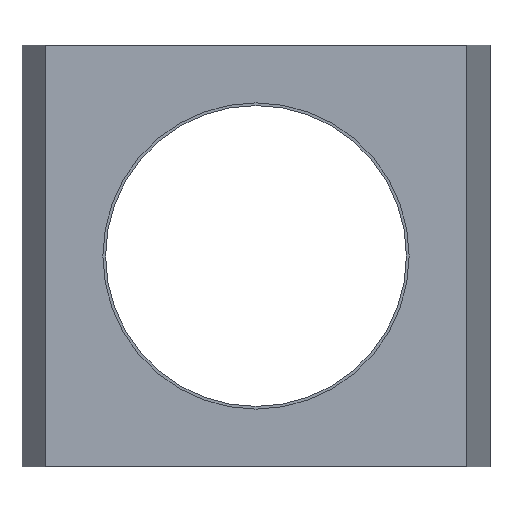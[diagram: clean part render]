
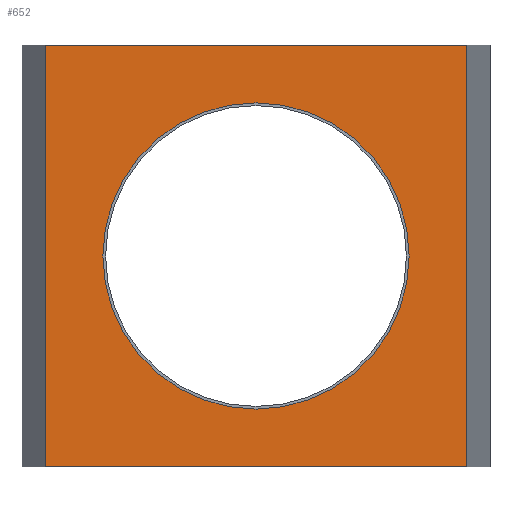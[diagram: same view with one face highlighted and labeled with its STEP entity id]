
A CAD part, front view. The second image highlights one B-rep face of the part: STEP entity #652.
In plain terms, the highlighted planar face has unit normal (0, -1, 0).
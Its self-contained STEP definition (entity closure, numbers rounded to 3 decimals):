
#15 = EDGE_CURVE ( 'NONE', #439, #263, #802, .T. ) ;
#16 = CARTESIAN_POINT ( 'NONE',  ( -315., 0., 315. ) ) ;
#21 = EDGE_CURVE ( 'NONE', #263, #439, #230, .T. ) ;
#36 = VERTEX_POINT ( 'NONE', #444 ) ;
#84 = CARTESIAN_POINT ( 'NONE',  ( -315., 0., -315. ) ) ;
#87 = LINE ( 'NONE', #675, #630 ) ;
#88 = DIRECTION ( 'NONE',  ( 1., 0., 0. ) ) ;
#132 = VERTEX_POINT ( 'NONE', #16 ) ;
#167 = DIRECTION ( 'NONE',  ( 0., 1., 0. ) ) ;
#191 = AXIS2_PLACEMENT_3D ( 'NONE', #507, #502, #871 ) ;
#214 = ORIENTED_EDGE ( 'NONE', *, *, #892, .F. ) ;
#229 = EDGE_CURVE ( 'NONE', #132, #267, #87, .T. ) ;
#230 = CIRCLE ( 'NONE', #191, 229. ) ;
#238 = CARTESIAN_POINT ( 'NONE',  ( -315., 0., 315. ) ) ;
#247 = AXIS2_PLACEMENT_3D ( 'NONE', #353, #567, #572 ) ;
#259 = CARTESIAN_POINT ( 'NONE',  ( -315., 0., 315. ) ) ;
#263 = VERTEX_POINT ( 'NONE', #797 ) ;
#267 = VERTEX_POINT ( 'NONE', #878 ) ;
#275 = ORIENTED_EDGE ( 'NONE', *, *, #928, .T. ) ;
#313 = CARTESIAN_POINT ( 'NONE',  ( 315., 0., 315. ) ) ;
#318 = FACE_BOUND ( 'NONE', #953, .T. ) ;
#321 = DIRECTION ( 'NONE',  ( 1., 0., 0. ) ) ;
#353 = CARTESIAN_POINT ( 'NONE',  ( 0., 0., 0. ) ) ;
#384 = DIRECTION ( 'NONE',  ( 0., 0., -1. ) ) ;
#439 = VERTEX_POINT ( 'NONE', #721 ) ;
#444 = CARTESIAN_POINT ( 'NONE',  ( 315., 0., -315. ) ) ;
#466 = DIRECTION ( 'NONE',  ( 0., 0., 1. ) ) ;
#480 = ORIENTED_EDGE ( 'NONE', *, *, #229, .T. ) ;
#502 = DIRECTION ( 'NONE',  ( 0., -1., 0. ) ) ;
#507 = CARTESIAN_POINT ( 'NONE',  ( 0., 0., 0. ) ) ;
#536 = DIRECTION ( 'NONE',  ( 0., 0., -1. ) ) ;
#537 = LINE ( 'NONE', #818, #623 ) ;
#558 = VERTEX_POINT ( 'NONE', #313 ) ;
#567 = DIRECTION ( 'NONE',  ( 0., -1., 0. ) ) ;
#572 = DIRECTION ( 'NONE',  ( 0., 0., -1. ) ) ;
#587 = EDGE_CURVE ( 'NONE', #558, #36, #537, .T. ) ;
#609 = FACE_OUTER_BOUND ( 'NONE', #879, .T. ) ;
#623 = VECTOR ( 'NONE', #384, 1000. ) ;
#630 = VECTOR ( 'NONE', #536, 1000. ) ;
#652 = ADVANCED_FACE ( 'NONE', ( #318, #609 ), #911, .F. ) ;
#675 = CARTESIAN_POINT ( 'NONE',  ( -315., 0., 315. ) ) ;
#721 = CARTESIAN_POINT ( 'NONE',  ( 0., 0., 229. ) ) ;
#774 = ORIENTED_EDGE ( 'NONE', *, *, #15, .F. ) ;
#780 = AXIS2_PLACEMENT_3D ( 'NONE', #238, #167, #466 ) ;
#797 = CARTESIAN_POINT ( 'NONE',  ( 0., 0., -229. ) ) ;
#802 = CIRCLE ( 'NONE', #247, 229. ) ;
#818 = CARTESIAN_POINT ( 'NONE',  ( 315., 0., 315. ) ) ;
#836 = VECTOR ( 'NONE', #88, 1000. ) ;
#847 = ORIENTED_EDGE ( 'NONE', *, *, #21, .F. ) ;
#864 = ORIENTED_EDGE ( 'NONE', *, *, #587, .F. ) ;
#871 = DIRECTION ( 'NONE',  ( 0., 0., -1. ) ) ;
#878 = CARTESIAN_POINT ( 'NONE',  ( -315., 0., -315. ) ) ;
#879 = EDGE_LOOP ( 'NONE', ( #275, #864, #214, #480 ) ) ;
#892 = EDGE_CURVE ( 'NONE', #132, #558, #934, .T. ) ;
#898 = LINE ( 'NONE', #84, #836 ) ;
#911 = PLANE ( 'NONE',  #780 ) ;
#928 = EDGE_CURVE ( 'NONE', #267, #36, #898, .T. ) ;
#933 = VECTOR ( 'NONE', #321, 1000. ) ;
#934 = LINE ( 'NONE', #259, #933 ) ;
#953 = EDGE_LOOP ( 'NONE', ( #847, #774 ) ) ;
